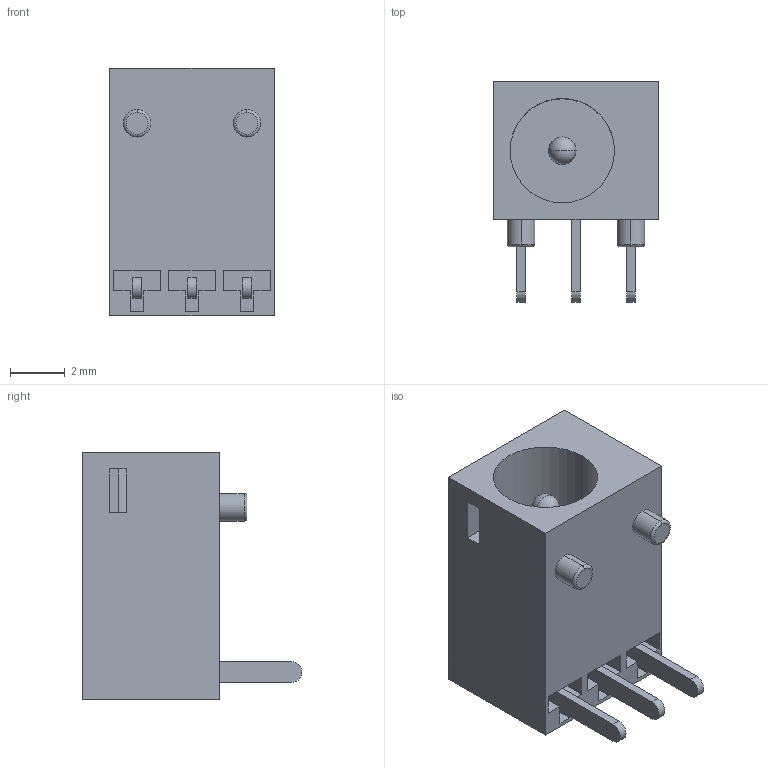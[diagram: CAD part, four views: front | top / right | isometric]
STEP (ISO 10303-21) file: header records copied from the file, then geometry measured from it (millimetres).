
FILE_DESCRIPTION(('STEP AP203'),'1');
FILE_NAME('pj-036c.stp','2019-06-26T07:38:22',('TraceParts'),('TraceParts S.A.'),'Spatial InterOp 3D',' ',' ');
FILE_SCHEMA(('CONFIG_CONTROL_DESIGN'));
Length unit declared in the file: millimetre
Products named in the file (1): 1
Bounding box: 6 x 8 x 9 mm (x, y, z)
Volume: 191.4 mm3; surface area: 532.4 mm2
Topology: 3 solids, 3 shells, 110 faces, 277 edges, 181 vertices
Faces by surface type: plane 87, cylinder 15, torus 6, sphere 2
Entity records: 3319 total; most frequent: CARTESIAN_POINT 569, ORIENTED_EDGE 550, DIRECTION 549, EDGE_CURVE 275, LINE 227, VECTOR 227, VERTEX_POINT 181, AXIS2_PLACEMENT_3D 161
